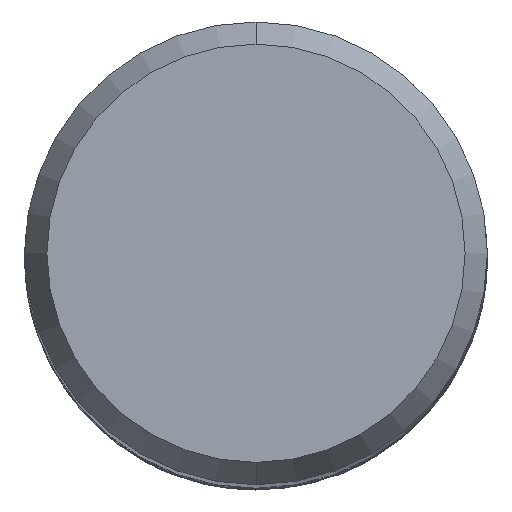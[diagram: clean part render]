
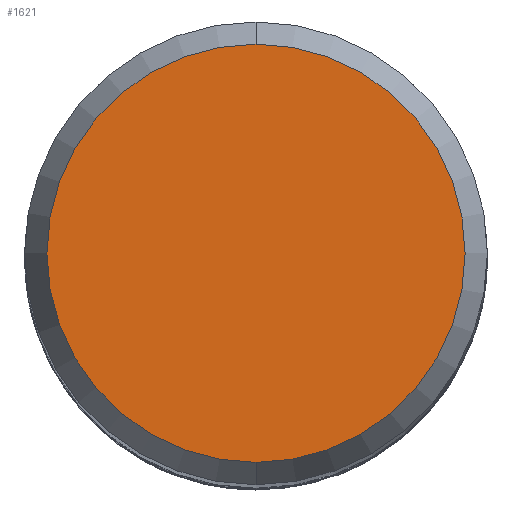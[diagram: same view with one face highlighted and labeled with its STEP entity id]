
A CAD part, top view. The second image highlights one B-rep face of the part: STEP entity #1621.
In plain terms, the highlighted planar face has unit normal (0, 0, 1).
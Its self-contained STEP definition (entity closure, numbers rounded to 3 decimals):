
#1599=EDGE_CURVE('',#2993,#2227,#4047,.T.);
#1621=ADVANCED_FACE('',(#4071),#4072,.T.);
#2227=VERTEX_POINT('',#4730);
#2787=EDGE_CURVE('',#2227,#2993,#5343,.T.);
#2993=VERTEX_POINT('',#5562);
#4047=CIRCLE('',#9990,5.423);
#4071=FACE_OUTER_BOUND('',#10043,.T.);
#4072=PLANE('',#10044);
#4730=CARTESIAN_POINT('',(0.,-5.423,0.0));
#5343=CIRCLE('',#21470,5.423);
#5562=CARTESIAN_POINT('',(0.0,5.423,0.0));
#9990=AXIS2_PLACEMENT_3D('',#31295,#31296,#31297);
#10043=EDGE_LOOP('',(#31325,#31326));
#10044=AXIS2_PLACEMENT_3D('',#31327,#31328,#31329);
#21470=AXIS2_PLACEMENT_3D('',#32655,#32656,#32657);
#31295=CARTESIAN_POINT('',(0.0,0.0,0.0));
#31296=DIRECTION('',(0.0,0.0,-1.0));
#31297=DIRECTION('',(0.0,1.0,0.0));
#31325=ORIENTED_EDGE('',*,*,#1599,.F.);
#31326=ORIENTED_EDGE('',*,*,#2787,.F.);
#31327=CARTESIAN_POINT('',(0.0,2.711,0.0));
#31328=DIRECTION('',(-0.0,0.0,1.0));
#31329=DIRECTION('',(0.0,-1.0,0.0));
#32655=CARTESIAN_POINT('',(0.0,0.0,0.0));
#32656=DIRECTION('',(0.0,0.0,-1.0));
#32657=DIRECTION('',(0.0,1.0,0.0));
